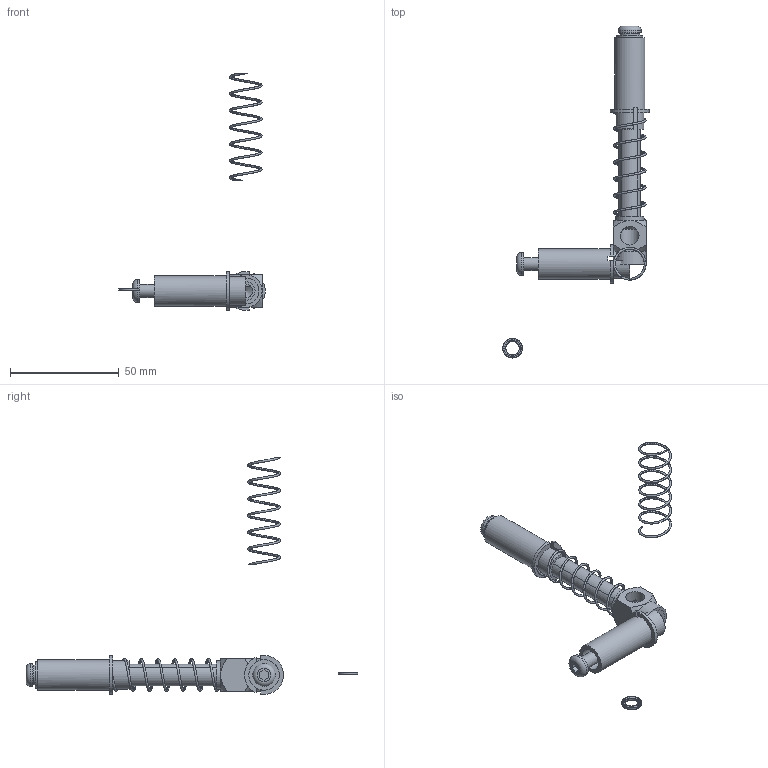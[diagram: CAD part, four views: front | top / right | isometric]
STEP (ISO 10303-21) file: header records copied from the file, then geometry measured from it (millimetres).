
FILE_DESCRIPTION( ( 'Unknown' ), '1' );
FILE_NAME( 'CA.GGVE.14181840.stp', 'Unknown', ( 'Unknown' ), ( 'Unknown' ), 'PSStep 13.0', 'Unknown', ' ' );
FILE_SCHEMA( ( 'AUTOMOTIVE_DESIGN { 1 0 10303 214 1 1 1 1 }' ) );
Length unit declared in the file: millimetre
Products named in the file (8): Assem1; M.15X60; R.6.SCH; V.TBCE6X12.BUTT; GGD.14.18.18.1; GGVE.14.2; GGVE.14.40; R.6
Bounding box: 67.25 x 152.44 x 108.8 mm (x, y, z)
Volume: 23740.4 mm3; surface area: 22031.8 mm2
Topology: 12 solids, 14 shells, 536 faces, 1494 edges, 986 vertices
Faces by surface type: plane 462, cylinder 46, cone 24, bspline 2, torus 2
Full cylindrical faces by diameter (mm): 4.5 x2, 4.917 x4, 5.6 x2, 6 x4, 6.2 x2, 6.3 x2, 8.566 x4, 9 x2, 10.2 x2, 10.5 x2, 12 x2, 13 x2, 14 x2, 15 x2
Entity records: 11952 total; most frequent: CARTESIAN_POINT 2893, DIRECTION 1492, ORIENTED_EDGE 1424, EDGE_CURVE 712, AXIS2_PLACEMENT_3D 526, VERTEX_POINT 482, LINE 440, VECTOR 440
